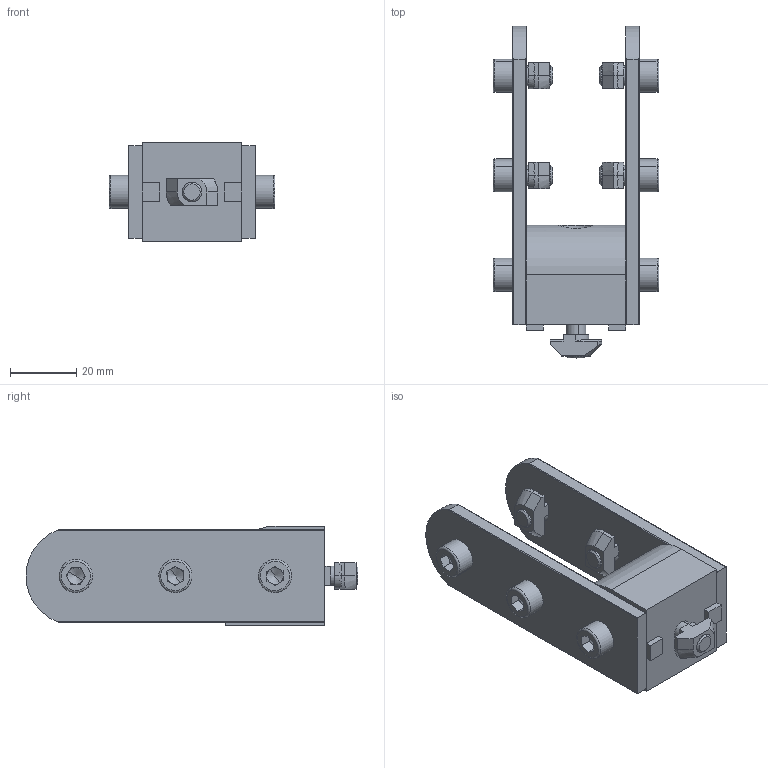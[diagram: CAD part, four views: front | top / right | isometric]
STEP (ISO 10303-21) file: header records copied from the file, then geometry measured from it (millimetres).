
FILE_DESCRIPTION (( 'STEP AP214' ), '1' );
FILE_NAME ('#038 Êîìïëåêò êðîíøòåéíà 30õ30-90ãð ñ ñîåäèíèòåëåì, â ïàç ïðîôèëÿ.STEP', '2022-06-15T12:13:45', ( 'Ñòàñ' ), ( '' ), 'SwSTEP 2.0', 'SolidWorks 2021', '' );
FILE_SCHEMA (( 'AUTOMOTIVE_DESIGN' ));
Length unit declared in the file: millimetre
Products named in the file (7): #038 Êîìïëåêò êðîíøòåéíà 30õ30-90ãð ñ ñîåäèíèòåëåì, â ïàç ïðîôèëÿ; D67 Âèíò öèëèíäð. ñ âíóòðåííèì øåñò. Ì6 õ 12 DIN 912; D55 Âèíò öèëèíäð. ñ âíóòðåííèì øåñò. Ì6 õ14 DIN 912; A455 Ïîâîðîòíûé êðîíøòåéí 90ãð, ïàç 8; A466 Ïîâîðîòíûé ñîåäèíèòåëü 90ìì, ïàç 8; D53 Ò-ãàéêà Ì6, ïàç 8_00; K89 Âèíò öèëèíäð. ñ âíóòðåííèì øåñò. Ì6 õ30 DIN 912
Assembly tree (15 placements, depth 2):
  #038 Êîìïëåêò êðîíøòåéíà 30õ30-90ãð ñ ñîåäèíèòåëåì, â ïàç ïðîôèëÿ
    A466 Ïîâîðîòíûé ñîåäèíèòåëü 90ìì, ïàç 8  x2
    K89 Âèíò öèëèíäð. ñ âíóòðåííèì øåñò. Ì6 õ30 DIN 912
    D53 Ò-ãàéêà Ì6, ïàç 8_00  x5
    D67 Âèíò öèëèíäð. ñ âíóòðåííèì øåñò. Ì6 õ 12 DIN 912  x4
    D55 Âèíò öèëèíäð. ñ âíóòðåííèì øåñò. Ì6 õ14 DIN 912  x2
    A455 Ïîâîðîòíûé êðîíøòåéí 90ãð, ïàç 8
Bounding box: 50 x 100 x 30 mm (x, y, z)
Volume: 50254.2 mm3; surface area: 24965.7 mm2
Topology: 15 solids, 15 shells, 477 faces, 1184 edges, 735 vertices
Faces by surface type: plane 290, cylinder 89, cone 70, torus 28
Entity records: 5563 total; most frequent: CARTESIAN_POINT 1131, DIRECTION 886, ORIENTED_EDGE 824, EDGE_CURVE 412, AXIS2_PLACEMENT_3D 318, VERTEX_POINT 257, VECTOR 250, LINE 250
